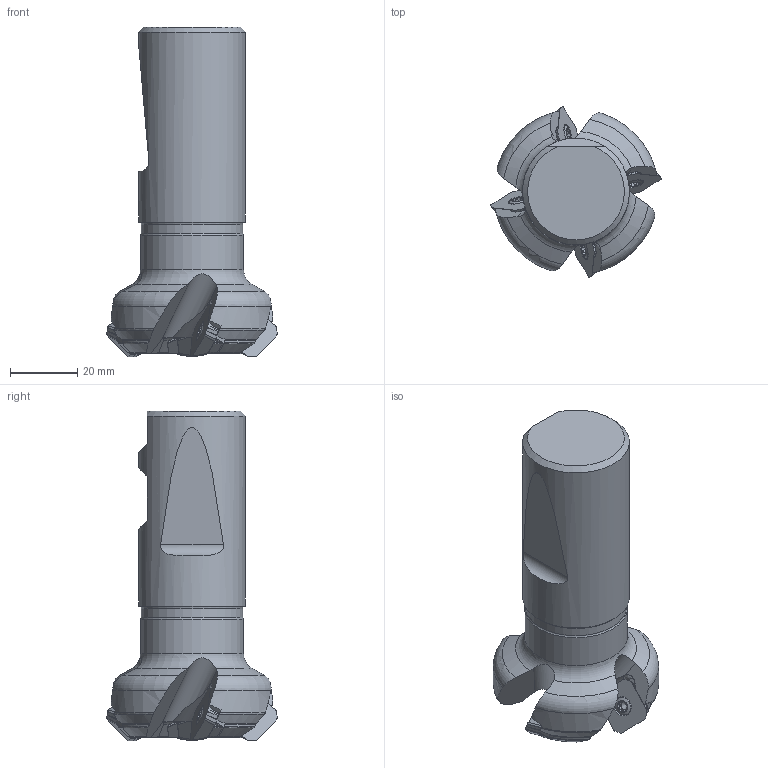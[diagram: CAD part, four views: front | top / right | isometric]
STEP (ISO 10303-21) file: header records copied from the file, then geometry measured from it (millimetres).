
FILE_DESCRIPTION(/* description */ (''),/* implementation_level */ '2;1');
FILE_NAME(/* name */ 'toolassembly_1.stp',/* time_stamp */ '2019-05-02T16:50:57+02:00',/* author */ (''),/* organization */ ('SMS'),/* preprocessor_version */ 'ST-DEVELOPER v15',/* originating_system */ 'SIEMENS PLM Software NX 8.5',/* authorisation */ '');
FILE_SCHEMA (('AUTOMOTIVE_DESIGN { 1 0 10303 214 3 1 1 1 }'));
Length unit declared in the file: millimetre
Products named in the file (4): CUT_20190502165022; NOCUT_20190502164950; ASSEMBLY_CONSTRUCTION; TOOLASSEMBLY_1
Assembly tree (6 placements, depth 2):
  TOOLASSEMBLY_1
    ASSEMBLY_CONSTRUCTION
    NOCUT_20190502164950
    CUT_20190502165022  x4
Bounding box: 50.6 x 50.6 x 97.97 mm (x, y, z)
Volume: 78576.9 mm3; surface area: 16043.4 mm2
Topology: 5 solids, 5 shells, 589 faces, 1781 edges, 1232 vertices
Faces by surface type: plane 225, extrusion 148, cone 74, cylinder 71, torus 54, sphere 16, revolution 1
Full cylindrical faces by diameter (mm): 3.5 x4, 4.1 x4, 5.25 x4, 30.1 x1, 30.6 x1, 31.742 x1
Entity records: 18985 total; most frequent: CARTESIAN_POINT 7207, ORIENTED_EDGE 2542, DIRECTION 2236, EDGE_CURVE 1271, AXIS2_PLACEMENT_3D 879, VERTEX_POINT 862, EDGE_LOOP 517, VECTOR 477
